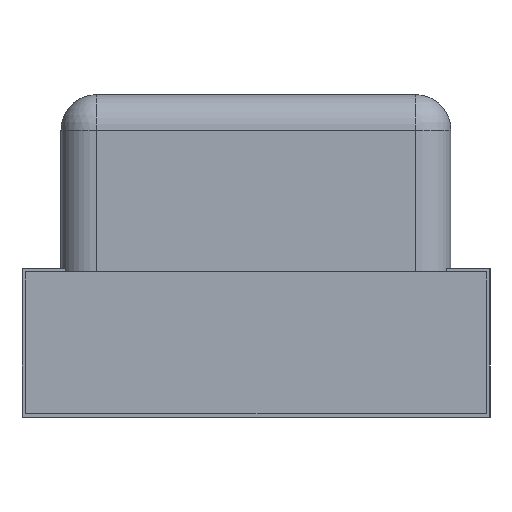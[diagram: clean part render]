
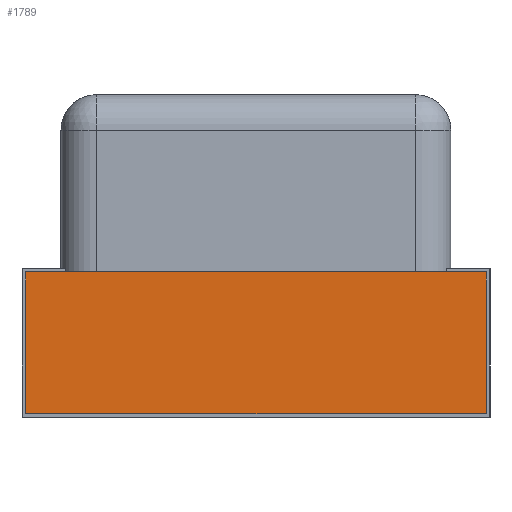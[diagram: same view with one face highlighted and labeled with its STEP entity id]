
A CAD part, left-side view. The second image highlights one B-rep face of the part: STEP entity #1789.
In plain terms, the highlighted planar face has unit normal (-1, 0, 0).
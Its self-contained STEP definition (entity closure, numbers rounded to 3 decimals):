
#1593 = VERTEX_POINT('',#1594);
#1594 = CARTESIAN_POINT('',(-0.4,0.65,0.4));
#1600 = EDGE_CURVE('',#1601,#1593,#1603,.T.);
#1601 = VERTEX_POINT('',#1602);
#1602 = CARTESIAN_POINT('',(-0.4,-0.65,0.4));
#1603 = LINE('',#1604,#1605);
#1604 = CARTESIAN_POINT('',(-0.4,-0.65,0.4));
#1605 = VECTOR('',#1606,1.);
#1606 = DIRECTION('',(0.,1.,0.));
#1717 = VERTEX_POINT('',#1718);
#1718 = CARTESIAN_POINT('',(-0.4,-0.65,0.));
#1724 = EDGE_CURVE('',#1717,#1601,#1725,.T.);
#1725 = LINE('',#1726,#1727);
#1726 = CARTESIAN_POINT('',(-0.4,-0.65,0.));
#1727 = VECTOR('',#1728,1.);
#1728 = DIRECTION('',(0.,0.,1.));
#1741 = VERTEX_POINT('',#1742);
#1742 = CARTESIAN_POINT('',(-0.4,0.65,0.));
#1748 = EDGE_CURVE('',#1717,#1741,#1749,.T.);
#1749 = LINE('',#1750,#1751);
#1750 = CARTESIAN_POINT('',(-0.4,-0.65,0.));
#1751 = VECTOR('',#1752,1.);
#1752 = DIRECTION('',(0.,1.,0.));
#1765 = EDGE_CURVE('',#1741,#1593,#1766,.T.);
#1766 = LINE('',#1767,#1768);
#1767 = CARTESIAN_POINT('',(-0.4,0.65,0.));
#1768 = VECTOR('',#1769,1.);
#1769 = DIRECTION('',(0.,0.,1.));
#1789 = ADVANCED_FACE('',(#1790),#1796,.F.);
#1790 = FACE_BOUND('',#1791,.F.);
#1791 = EDGE_LOOP('',(#1792,#1793,#1794,#1795));
#1792 = ORIENTED_EDGE('',*,*,#1724,.F.);
#1793 = ORIENTED_EDGE('',*,*,#1748,.T.);
#1794 = ORIENTED_EDGE('',*,*,#1765,.T.);
#1795 = ORIENTED_EDGE('',*,*,#1600,.F.);
#1796 = PLANE('',#1797);
#1797 = AXIS2_PLACEMENT_3D('',#1798,#1799,#1800);
#1798 = CARTESIAN_POINT('',(-0.4,-0.65,0.));
#1799 = DIRECTION('',(1.,0.,0.));
#1800 = DIRECTION('',(0.,0.,1.));
